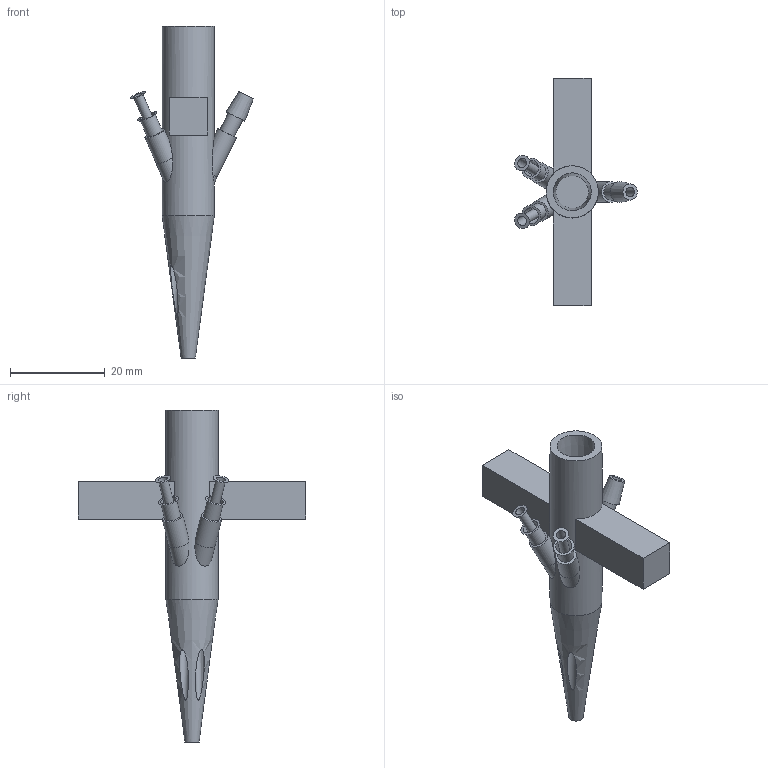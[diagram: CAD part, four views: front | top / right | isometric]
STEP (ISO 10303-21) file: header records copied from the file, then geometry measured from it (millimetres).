
FILE_DESCRIPTION(/* description */ (''),/* implementation_level */ '2;1');
FILE_NAME(/* name */ 'Flush_tool v11.step',/* time_stamp */ '2024-09-12T15:27:42+02:00',/* author */ (''),/* organization */ (''),/* preprocessor_version */ 'ST-DEVELOPER v20',/* originating_system */ 'Autodesk Translation Framework v13.14.0.145',/* authorisation */ '');
FILE_SCHEMA (('AUTOMOTIVE_DESIGN { 1 0 10303 214 3 1 1 }'));
Length unit declared in the file: millimetre
Products named in the file (1): Flush_tool
Bounding box: 25.88 x 48 x 70 mm (x, y, z)
Volume: 6872.9 mm3; surface area: 5193.8 mm2
Topology: 1 solids, 1 shells, 58 faces, 128 edges, 84 vertices
Faces by surface type: cylinder 29, plane 22, cone 5, bspline 2
Full cylindrical faces by diameter (mm): 2 x18, 3.4 x3, 4.4 x3, 6.9 x1, 11 x1
Entity records: 1923 total; most frequent: CARTESIAN_POINT 552, DIRECTION 293, ORIENTED_EDGE 256, EDGE_CURVE 128, AXIS2_PLACEMENT_3D 121, VERTEX_POINT 84, EDGE_LOOP 76, FACE_OUTER_BOUND 58
